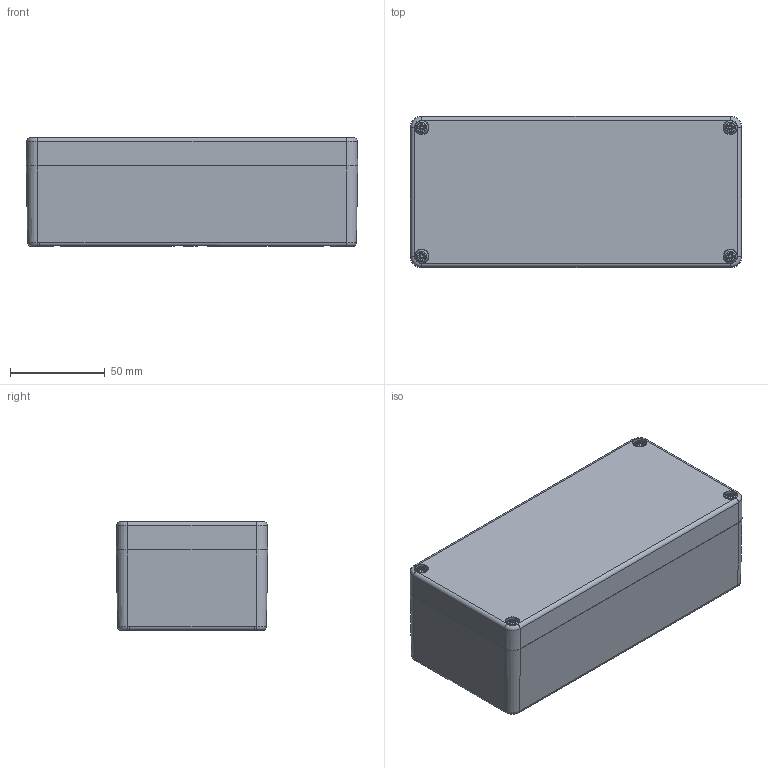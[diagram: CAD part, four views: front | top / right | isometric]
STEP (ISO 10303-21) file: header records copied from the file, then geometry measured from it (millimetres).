
FILE_DESCRIPTION((''),'2;1');
FILE_NAME('0101101300-MBA_178055_VE.stp','2014-10-23T14:33:21',('robin.rentz'),(''),'Autodesk Inventor 2012','Autodesk Inventor 2012','');
FILE_SCHEMA(('CONFIG_CONTROL_DESIGN'));
Length unit declared in the file: millimetre
Products named in the file (5): 0101101300-MBA_178055_VE; 0100101302--UT_178055_VE; 0100101301--OT_178055_VE; xxx-O-Ring-MBA_178055; 1990000011 Schraube A2 BM4x20_11
Assembly tree (7 placements, depth 2):
  0101101300-MBA_178055_VE
    0100101302--UT_178055_VE
    0100101301--OT_178055_VE
    xxx-O-Ring-MBA_178055
    1990000011 Schraube A2 BM4x20_11  x4
Bounding box: 175 x 80 x 57.5 mm (x, y, z)
Volume: 210277.8 mm3; surface area: 121090.9 mm2
Topology: 7 solids, 7 shells, 1215 faces, 2970 edges, 1814 vertices
Faces by surface type: plane 341, cylinder 262, torus 249, bspline 225, cone 134, sphere 4
Full cylindrical faces by diameter (mm): 3.2 x2, 3.242 x11, 3.3 x4, 4 x4, 4.4 x2, 4.6 x4, 6.8 x4, 7 x2, 7.2 x2, 7.3 x4, 8 x2, 8.5 x2, 10 x1
Entity records: 33503 total; most frequent: CARTESIAN_POINT 10890, ORIENTED_EDGE 4756, DIRECTION 4406, EDGE_CURVE 2378, AXIS2_PLACEMENT_3D 1689, VERTEX_POINT 1490, EDGE_LOOP 1154, VECTOR 1028
